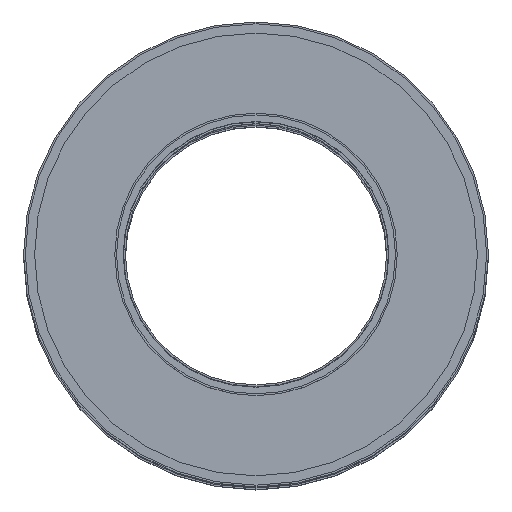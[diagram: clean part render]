
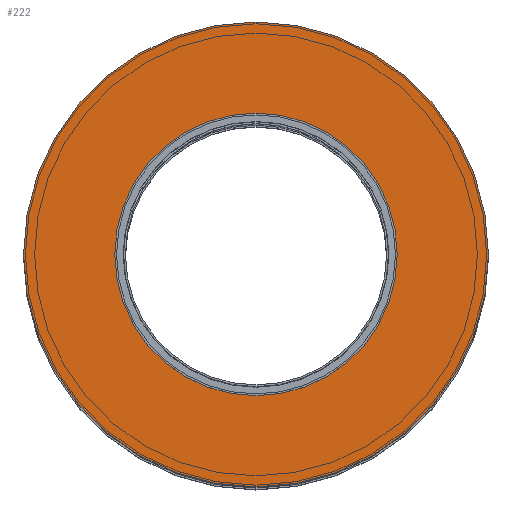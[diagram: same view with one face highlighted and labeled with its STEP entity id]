
A CAD part, top view. The second image highlights one B-rep face of the part: STEP entity #222.
In plain terms, the highlighted planar face has unit normal (0, 0, 1).
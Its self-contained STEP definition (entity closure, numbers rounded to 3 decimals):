
#63 = VERTEX_POINT ( 'NONE', #535 ) ;
#152 = EDGE_CURVE ( 'NONE', #63, #442, #721, .T. ) ;
#153 = EDGE_LOOP ( 'NONE', ( #203, #204 ) ) ;
#203 = ORIENTED_EDGE ( 'NONE', *, *, #437, .F. ) ;
#204 = ORIENTED_EDGE ( 'NONE', *, *, #219, .F. ) ;
#219 = EDGE_CURVE ( 'NONE', #438, #436, #854, .T. ) ;
#222 = ADVANCED_FACE ( 'NONE', ( #849, #848 ), #847, .T. ) ;
#223 = EDGE_LOOP ( 'NONE', ( #224, #225 ) ) ;
#224 = ORIENTED_EDGE ( 'NONE', *, *, #441, .T. ) ;
#225 = ORIENTED_EDGE ( 'NONE', *, *, #152, .T. ) ;
#436 = VERTEX_POINT ( 'NONE', #1234 ) ;
#437 = EDGE_CURVE ( 'NONE', #436, #438, #1233, .T. ) ;
#438 = VERTEX_POINT ( 'NONE', #1228 ) ;
#441 = EDGE_CURVE ( 'NONE', #442, #63, #1227, .T. ) ;
#442 = VERTEX_POINT ( 'NONE', #1222 ) ;
#535 = CARTESIAN_POINT ( 'NONE',  ( -131.25, 0., 500. ) ) ;
#717 = DIRECTION ( 'NONE',  ( 1., 0., 0. ) ) ;
#718 = DIRECTION ( 'NONE',  ( 0., 0., 1. ) ) ;
#719 = CARTESIAN_POINT ( 'NONE',  ( 0., 0., 500. ) ) ;
#720 = AXIS2_PLACEMENT_3D ( 'NONE', #719, #718, #717 ) ;
#721 = CIRCLE ( 'NONE', #720, 131.25 ) ;
#842 = DIRECTION ( 'NONE',  ( 1., 0., 0. ) ) ;
#843 = DIRECTION ( 'NONE',  ( 0., 0., 1. ) ) ;
#844 = AXIS2_PLACEMENT_3D ( 'NONE', #846, #843, #842 ) ;
#846 = CARTESIAN_POINT ( 'NONE',  ( 0., 79.75, 500. ) ) ;
#847 = PLANE ( 'NONE',  #844 ) ;
#848 = FACE_BOUND ( 'NONE', #153, .T. ) ;
#849 = FACE_OUTER_BOUND ( 'NONE', #223, .T. ) ;
#850 = DIRECTION ( 'NONE',  ( 1., 0., 0. ) ) ;
#851 = DIRECTION ( 'NONE',  ( 0., 0., 1. ) ) ;
#852 = CARTESIAN_POINT ( 'NONE',  ( 0., 0., 500. ) ) ;
#853 = AXIS2_PLACEMENT_3D ( 'NONE', #852, #851, #850 ) ;
#854 = CIRCLE ( 'NONE', #853, 79.75 ) ;
#1222 = CARTESIAN_POINT ( 'NONE',  ( 131.25, 0., 500. ) ) ;
#1223 = DIRECTION ( 'NONE',  ( 1., 0., 0. ) ) ;
#1224 = DIRECTION ( 'NONE',  ( 0., 0., 1. ) ) ;
#1225 = CARTESIAN_POINT ( 'NONE',  ( 0., 0., 500. ) ) ;
#1226 = AXIS2_PLACEMENT_3D ( 'NONE', #1225, #1224, #1223 ) ;
#1227 = CIRCLE ( 'NONE', #1226, 131.25 ) ;
#1228 = CARTESIAN_POINT ( 'NONE',  ( -79.75, 0., 500. ) ) ;
#1229 = DIRECTION ( 'NONE',  ( 1., 0., 0. ) ) ;
#1230 = DIRECTION ( 'NONE',  ( 0., 0., 1. ) ) ;
#1231 = CARTESIAN_POINT ( 'NONE',  ( 0., 0., 500. ) ) ;
#1232 = AXIS2_PLACEMENT_3D ( 'NONE', #1231, #1230, #1229 ) ;
#1233 = CIRCLE ( 'NONE', #1232, 79.75 ) ;
#1234 = CARTESIAN_POINT ( 'NONE',  ( 79.75, 0., 500. ) ) ;
